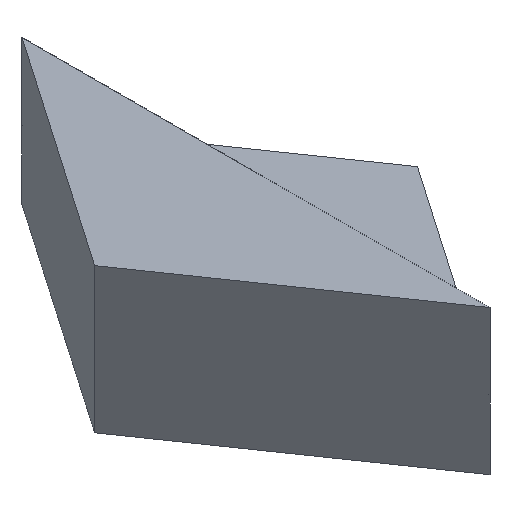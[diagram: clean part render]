
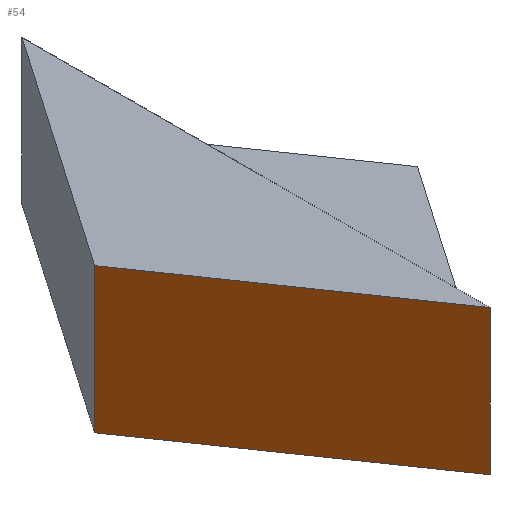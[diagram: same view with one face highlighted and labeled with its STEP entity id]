
A CAD part, isometric view. The second image highlights one B-rep face of the part: STEP entity #54.
In plain terms, the highlighted planar face has unit normal (-0.823, -0.568, 0).
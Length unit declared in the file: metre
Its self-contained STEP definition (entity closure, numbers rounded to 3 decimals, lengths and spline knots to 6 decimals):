
#54=ADVANCED_FACE('0:3745',(#67),#68,.T.);
#67=FACE_OUTER_BOUND('',#84,.T.);
#68=PLANE('',#85);
#84=EDGE_LOOP('',(#116,#117,#118,#119,#120));
#85=AXIS2_PLACEMENT_3D('',#121,#122,#123);
#116=ORIENTED_EDGE('',*,*,#163,.F.);
#117=ORIENTED_EDGE('',*,*,#164,.T.);
#118=ORIENTED_EDGE('',*,*,#157,.T.);
#119=ORIENTED_EDGE('',*,*,#160,.F.);
#120=ORIENTED_EDGE('',*,*,#165,.T.);
#121=CARTESIAN_POINT('',(-0.01,-0.0145,0.0));
#122=DIRECTION('',(-0.823,-0.568,0.0));
#123=DIRECTION('',(0.568,-0.823,0.0));
#157=EDGE_CURVE('0:3772',#178,#176,#179,.T.);
#160=EDGE_CURVE('0:5980',#181,#176,#184,.T.);
#163=EDGE_CURVE('0:3781',#187,#188,#189,.T.);
#164=EDGE_CURVE('0:3784',#187,#178,#190,.T.);
#165=EDGE_CURVE('0:3778',#181,#188,#191,.F.);
#176=VERTEX_POINT('',#206);
#178=VERTEX_POINT('',#209);
#179=LINE('',#210,#211);
#181=VERTEX_POINT('',#214);
#184=LINE('',#218,#219);
#187=VERTEX_POINT('',#224);
#188=VERTEX_POINT('',#225);
#189=LINE('',#226,#227);
#190=LINE('',#228,#229);
#191=LINE('',#230,#231);
#206=CARTESIAN_POINT('',(0.,-0.029,0.00856));
#209=CARTESIAN_POINT('',(0.0,-0.029,0.0));
#210=CARTESIAN_POINT('',(0.0,-0.029,0.0));
#211=VECTOR('',#241,1.0);
#214=CARTESIAN_POINT('',(0.,-0.029,0.01794));
#218=CARTESIAN_POINT('',(0.,-0.029,0.00428));
#219=VECTOR('',#244,1.0);
#224=CARTESIAN_POINT('',(-0.02,0.0,0.0));
#225=CARTESIAN_POINT('',(-0.02,0.0,0.01794));
#226=CARTESIAN_POINT('',(-0.02,0.0,0.0));
#227=VECTOR('',#247,1.0);
#228=CARTESIAN_POINT('',(-0.02,0.0,0.0));
#229=VECTOR('',#248,1.0);
#230=CARTESIAN_POINT('',(-0.011777,-0.011924,0.01794));
#231=VECTOR('',#249,1.0);
#241=DIRECTION('',(0.0,0.0,1.0));
#244=DIRECTION('',(0.0,0.0,-1.0));
#247=DIRECTION('',(0.0,0.0,1.0));
#248=DIRECTION('',(0.568,-0.823,0.0));
#249=DIRECTION('',(0.568,-0.823,0.0));
